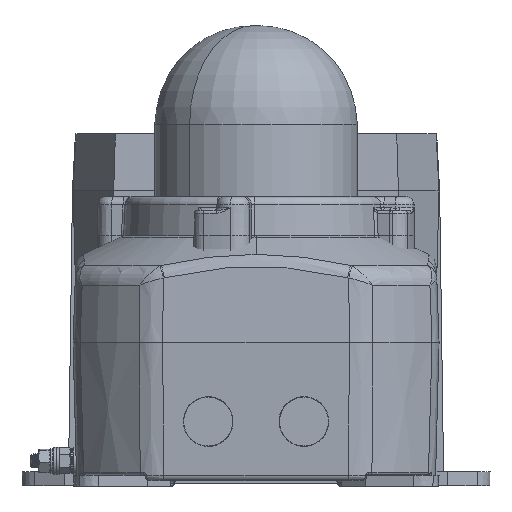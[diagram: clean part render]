
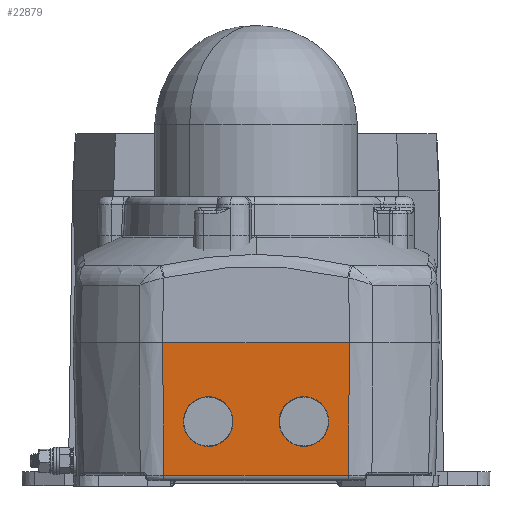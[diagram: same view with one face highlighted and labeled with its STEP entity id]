
A CAD part, front view. The second image highlights one B-rep face of the part: STEP entity #22879.
In plain terms, the highlighted planar face has unit normal (0, -1, -0.026).
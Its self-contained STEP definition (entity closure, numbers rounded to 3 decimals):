
#1765 = EDGE_LOOP ( 'NONE', ( #41256, #16185 ) ) ;
#2205 = ORIENTED_EDGE ( 'NONE', *, *, #50850, .T. ) ;
#2236 = LINE ( 'NONE', #20277, #48821 ) ;
#3492 = PLANE ( 'NONE',  #27812 ) ;
#4223 = CARTESIAN_POINT ( 'NONE',  ( 7.701, -42.485, -12.017 ) ) ;
#5398 = CARTESIAN_POINT ( 'NONE',  ( 7.825, -42.075, -27.701 ) ) ;
#7349 = CARTESIAN_POINT ( 'NONE',  ( 57.869, -41.983, -31.185 ) ) ;
#7935 = FACE_BOUND ( 'NONE', #1765, .T. ) ;
#9059 = DIRECTION ( 'NONE',  ( 1., 0., 0. ) ) ;
#9747 = EDGE_CURVE ( 'NONE', #51816, #55379, #31773, .T. ) ;
#11094 = VERTEX_POINT ( 'NONE', #56401 ) ;
#11176 = CARTESIAN_POINT ( 'NONE',  ( 73.913, -42.075, -27.701 ) ) ;
#11586 = VERTEX_POINT ( 'NONE', #16767 ) ;
#11826 = CARTESIAN_POINT ( 'NONE',  ( 57.869, -41.521, -48.833 ) ) ;
#11953 = CARTESIAN_POINT ( 'NONE',  ( 40.221, -41.983, -31.185 ) ) ;
#12648 =( BOUNDED_CURVE ( )  B_SPLINE_CURVE ( 3, ( #11826, #29830, #47935, #7349 ),
 .UNSPECIFIED., .F., .F. ) 
 B_SPLINE_CURVE_WITH_KNOTS ( ( 4, 4 ),
 ( 3.142, 6.283 ),
 .UNSPECIFIED. ) 
 CURVE ( )  GEOMETRIC_REPRESENTATION_ITEM ( )  RATIONAL_B_SPLINE_CURVE ( ( 1., 0.333, 0.333, 1. ) ) 
 REPRESENTATION_ITEM ( '' )  );
#12974 = DIRECTION ( 'NONE',  ( 0., -1., -0.026 ) ) ;
#15704 = CARTESIAN_POINT ( 'NONE',  ( 6.221, -41.521, -48.833 ) ) ;
#15811 = VERTEX_POINT ( 'NONE', #17456 ) ;
#16185 = ORIENTED_EDGE ( 'NONE', *, *, #27018, .F. ) ;
#16186 = CARTESIAN_POINT ( 'NONE',  ( 23.869, -41.983, -31.185 ) ) ;
#16767 = CARTESIAN_POINT ( 'NONE',  ( 23.869, -41.521, -48.833 ) ) ;
#17456 = CARTESIAN_POINT ( 'NONE',  ( 8.074, -41.253, -59.07 ) ) ;
#20160 = EDGE_CURVE ( 'NONE', #55379, #51816, #12648, .T. ) ;
#20277 = CARTESIAN_POINT ( 'NONE',  ( 73.647, -41.253, -59.07 ) ) ;
#20613 = VERTEX_POINT ( 'NONE', #58481 ) ;
#20623 = CARTESIAN_POINT ( 'NONE',  ( 23.869, -41.521, -48.833 ) ) ;
#21429 = B_SPLINE_CURVE_WITH_KNOTS ( 'NONE', 3,
 ( #33649, #51723, #11176, #29211 ),
 .UNSPECIFIED., .F., .F.,
 ( 4, 4 ),
 ( 0.002, 0.049 ),
 .UNSPECIFIED. ) ;
#22508 = EDGE_LOOP ( 'NONE', ( #49942, #51707, #2205, #22982 ) ) ;
#22879 = ADVANCED_FACE ( 'NONE', ( #7935, #25994, #44060 ), #3492, .T. ) ;
#22982 = ORIENTED_EDGE ( 'NONE', *, *, #50978, .F. ) ;
#23477 = CARTESIAN_POINT ( 'NONE',  ( 7.949, -41.664, -43.385 ) ) ;
#25994 = FACE_BOUND ( 'NONE', #31635, .T. ) ;
#27018 = EDGE_CURVE ( 'NONE', #11586, #28942, #42182, .T. ) ;
#27812 = AXIS2_PLACEMENT_3D ( 'NONE', #53521, #12974, #30991 ) ;
#28250 = VERTEX_POINT ( 'NONE', #4223 ) ;
#28942 = VERTEX_POINT ( 'NONE', #42152 ) ;
#29211 = CARTESIAN_POINT ( 'NONE',  ( 74.036, -42.485, -12.017 ) ) ;
#29830 = CARTESIAN_POINT ( 'NONE',  ( 75.516, -41.521, -48.833 ) ) ;
#29918 = EDGE_CURVE ( 'NONE', #28250, #15811, #35489, .T. ) ;
#29965 = CARTESIAN_POINT ( 'NONE',  ( 40.221, -41.521, -48.833 ) ) ;
#30991 = DIRECTION ( 'NONE',  ( 0., 0.026, -1. ) ) ;
#31505 = LINE ( 'NONE', #49615, #57106 ) ;
#31635 = EDGE_LOOP ( 'NONE', ( #36381, #43507 ) ) ;
#31773 =( BOUNDED_CURVE ( )  B_SPLINE_CURVE ( 3, ( #52507, #11953, #29965, #48079 ),
 .UNSPECIFIED., .F., .F. ) 
 B_SPLINE_CURVE_WITH_KNOTS ( ( 4, 4 ),
 ( 0., 3.142 ),
 .UNSPECIFIED. ) 
 CURVE ( )  GEOMETRIC_REPRESENTATION_ITEM ( )  RATIONAL_B_SPLINE_CURVE ( ( 1., 0.333, 0.333, 1. ) ) 
 REPRESENTATION_ITEM ( '' )  );
#33649 = CARTESIAN_POINT ( 'NONE',  ( 73.663, -41.253, -59.07 ) ) ;
#33742 = CARTESIAN_POINT ( 'NONE',  ( 23.869, -41.521, -48.833 ) ) ;
#35489 = B_SPLINE_CURVE_WITH_KNOTS ( 'NONE', 3,
 ( #45976, #5398, #23477, #41504 ),
 .UNSPECIFIED., .F., .F.,
 ( 4, 4 ),
 ( 0., 0.047 ),
 .UNSPECIFIED. ) ;
#36381 = ORIENTED_EDGE ( 'NONE', *, *, #9747, .F. ) ;
#38206 = CARTESIAN_POINT ( 'NONE',  ( 23.869, -41.983, -31.185 ) ) ;
#38343 = DIRECTION ( 'NONE',  ( 1., 0., 0. ) ) ;
#38629 = EDGE_CURVE ( 'NONE', #15811, #11094, #2236, .T. ) ;
#38695 = CARTESIAN_POINT ( 'NONE',  ( 41.516, -41.521, -48.833 ) ) ;
#41174 = CARTESIAN_POINT ( 'NONE',  ( 57.869, -41.521, -48.833 ) ) ;
#41256 = ORIENTED_EDGE ( 'NONE', *, *, #42053, .F. ) ;
#41504 = CARTESIAN_POINT ( 'NONE',  ( 8.074, -41.253, -59.07 ) ) ;
#42053 = EDGE_CURVE ( 'NONE', #28942, #11586, #50654, .T. ) ;
#42152 = CARTESIAN_POINT ( 'NONE',  ( 23.869, -41.983, -31.185 ) ) ;
#42182 =( BOUNDED_CURVE ( )  B_SPLINE_CURVE ( 3, ( #20623, #38695, #56756, #16186 ),
 .UNSPECIFIED., .F., .F. ) 
 B_SPLINE_CURVE_WITH_KNOTS ( ( 4, 4 ),
 ( 3.142, 6.283 ),
 .UNSPECIFIED. ) 
 CURVE ( )  GEOMETRIC_REPRESENTATION_ITEM ( )  RATIONAL_B_SPLINE_CURVE ( ( 1., 0.333, 0.333, 1. ) ) 
 REPRESENTATION_ITEM ( '' )  );
#43507 = ORIENTED_EDGE ( 'NONE', *, *, #20160, .F. ) ;
#44060 = FACE_OUTER_BOUND ( 'NONE', #22508, .T. ) ;
#45976 = CARTESIAN_POINT ( 'NONE',  ( 7.701, -42.485, -12.017 ) ) ;
#47935 = CARTESIAN_POINT ( 'NONE',  ( 75.516, -41.983, -31.185 ) ) ;
#48079 = CARTESIAN_POINT ( 'NONE',  ( 57.869, -41.521, -48.833 ) ) ;
#48821 = VECTOR ( 'NONE', #38343, 1000. ) ;
#49615 = CARTESIAN_POINT ( 'NONE',  ( 3.452, -42.485, -12.017 ) ) ;
#49942 = ORIENTED_EDGE ( 'NONE', *, *, #29918, .T. ) ;
#50654 =( BOUNDED_CURVE ( )  B_SPLINE_CURVE ( 3, ( #38206, #56273, #15704, #33742 ),
 .UNSPECIFIED., .F., .F. ) 
 B_SPLINE_CURVE_WITH_KNOTS ( ( 4, 4 ),
 ( 0., 3.142 ),
 .UNSPECIFIED. ) 
 CURVE ( )  GEOMETRIC_REPRESENTATION_ITEM ( )  RATIONAL_B_SPLINE_CURVE ( ( 1., 0.333, 0.333, 1. ) ) 
 REPRESENTATION_ITEM ( '' )  );
#50850 = EDGE_CURVE ( 'NONE', #11094, #20613, #21429, .T. ) ;
#50978 = EDGE_CURVE ( 'NONE', #28250, #20613, #31505, .T. ) ;
#51707 = ORIENTED_EDGE ( 'NONE', *, *, #38629, .T. ) ;
#51723 = CARTESIAN_POINT ( 'NONE',  ( 73.788, -41.664, -43.385 ) ) ;
#51816 = VERTEX_POINT ( 'NONE', #52272 ) ;
#52272 = CARTESIAN_POINT ( 'NONE',  ( 57.869, -41.983, -31.185 ) ) ;
#52507 = CARTESIAN_POINT ( 'NONE',  ( 57.869, -41.983, -31.185 ) ) ;
#53521 = CARTESIAN_POINT ( 'NONE',  ( 3.452, -42.485, -12.017 ) ) ;
#55379 = VERTEX_POINT ( 'NONE', #41174 ) ;
#56273 = CARTESIAN_POINT ( 'NONE',  ( 6.221, -41.983, -31.185 ) ) ;
#56401 = CARTESIAN_POINT ( 'NONE',  ( 73.663, -41.253, -59.07 ) ) ;
#56756 = CARTESIAN_POINT ( 'NONE',  ( 41.516, -41.983, -31.185 ) ) ;
#57106 = VECTOR ( 'NONE', #9059, 1000. ) ;
#58481 = CARTESIAN_POINT ( 'NONE',  ( 74.036, -42.485, -12.017 ) ) ;
